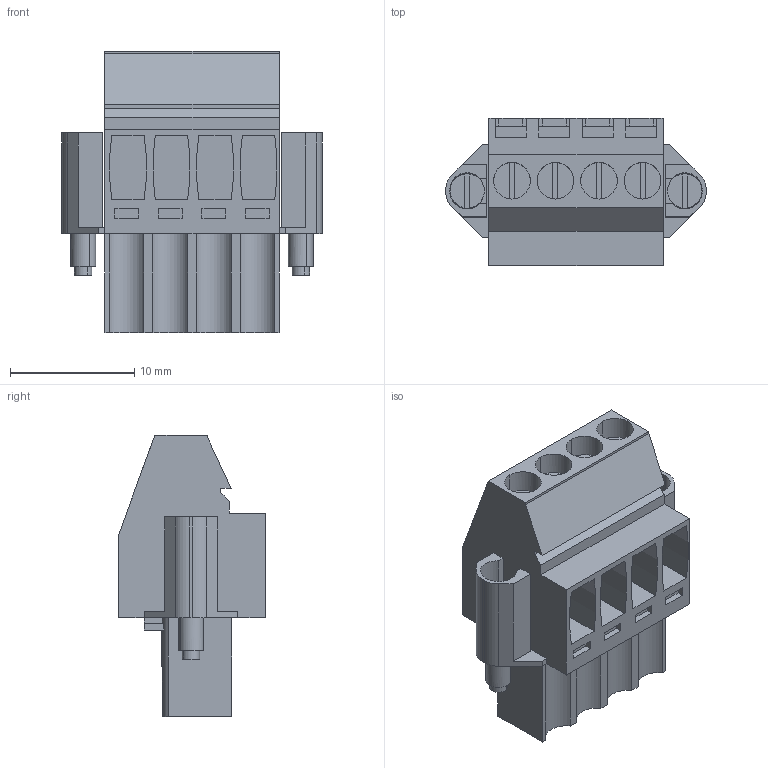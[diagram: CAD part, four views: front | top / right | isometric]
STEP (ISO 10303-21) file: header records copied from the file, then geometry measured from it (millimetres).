
FILE_DESCRIPTION(('CATIA V5 STEP Exchange','CAx-IF Rec.Pracs.--- Model Styling and Organization---1.2---2011-12-15'),'2;1');
FILE_NAME ('D1454152_0_1640180000_1640180000.stp','2017-04-20T07:35:45+00:00',('none'),('Weidmueller'),'CATIA Version 5-6 Release 2014','CATIA V5 STEP AP214','none');
FILE_SCHEMA(('AUTOMOTIVE_DESIGN { 1 0 10303 214 1 1 1 1 }'));
Length unit declared in the file: millimetre
Products named in the file (1): 1640180000
Bounding box: 20.94 x 11.83 x 22.6 mm (x, y, z)
Volume: 2276.5 mm3; surface area: 2516 mm2
Topology: 7 solids, 7 shells, 343 faces, 927 edges, 623 vertices
Faces by surface type: plane 267, cylinder 64, extrusion 12
Entity records: 10548 total; most frequent: CARTESIAN_POINT 2219, ORIENTED_EDGE 1854, DIRECTION 1417, EDGE_CURVE 927, VECTOR 739, LINE 727, VERTEX_POINT 623, AXIS2_PLACEMENT_3D 418
